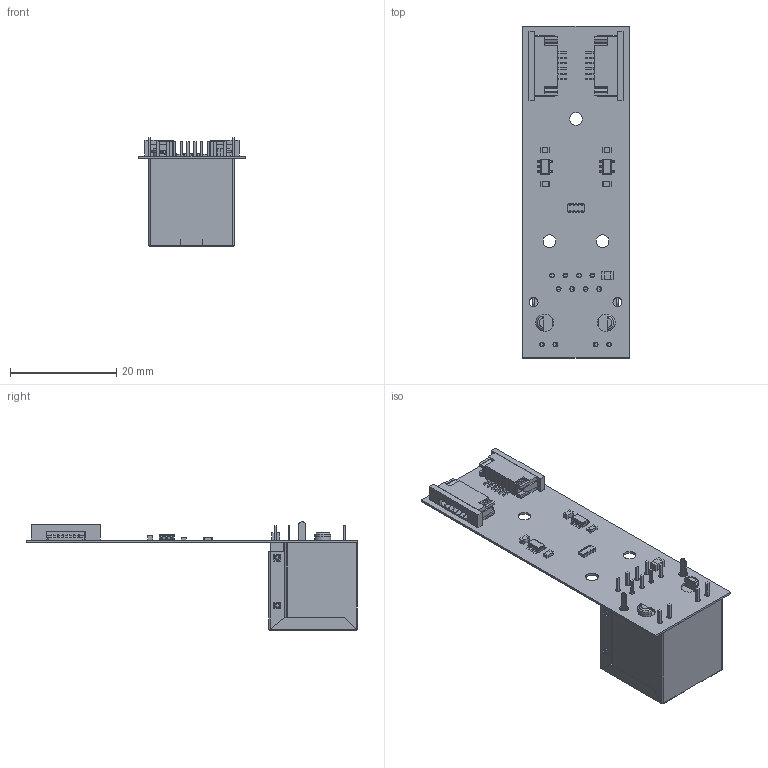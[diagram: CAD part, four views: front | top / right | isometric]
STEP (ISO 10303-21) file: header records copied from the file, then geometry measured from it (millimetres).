
FILE_DESCRIPTION(('Open CASCADE Model'),'2;1');
FILE_NAME('Open CASCADE Shape Model','2019-10-10T09:41:38',('Author'),( 'Open CASCADE'),'Open CASCADE STEP processor 6.8','Open CASCADE 6.8' ,'Unknown');
FILE_SCHEMA(('AUTOMOTIVE_DESIGN { 1 0 10303 214 1 1 1 1 }'));
Length unit declared in the file: millimetre
Products named in the file (54): PCB; Board; Open CASCADE STEP translator 6.8 1.1.1; U2; DBV0005AaksMF05A; BODY_MF05A; LEAD_MF05F; U1; R3; 6305240768; Extruded; 6305240528; R2; R1; BOUR-CAY16-J4-8; J3; 68610614422; Gehäuse_06; Verschluss_06; Pin1; Pin_rechts; Pin_rechts_mir; J2; J1; 615008138321_(rev1); pin1; pin2; pin3; pin4; pin5; pin6; pin7; pin8; shielding; housing; housing1; LED_Jaune; LED_2; LED1; LED_jaune ...
Assembly tree (75 placements, depth 5):
  PCB
    Board
      Open CASCADE STEP translator 6.8 1.1.1
    U2
      DBV0005AaksMF05A
        BODY_MF05A
        LEAD_MF05F  x5
    U1
      DBV0005AaksMF05A
        BODY_MF05A
        LEAD_MF05F  x5
    R3
      6305240768
        Extruded
      6305240528  x2
        Extruded
    R2
      6305240768
        Extruded
      6305240528  x2
        Extruded
    R1
      BOUR-CAY16-J4-8
    J3
      68610614422
        Gehäuse_06
        Verschluss_06
        Pin1  x6
        Pin_rechts
        Pin_rechts_mir
    J2
      68610614422
        Gehäuse_06
        Verschluss_06
        Pin1  x6
        Pin_rechts
        Pin_rechts_mir
    J1
      615008138321_(rev1)
        pin1
        pin2
        pin3
        pin4
        pin5
        pin6
        pin7
        pin8
        shielding
        housing
        housing1
        LED_Jaune
          LED_2
          LED1
          LED_jaune
        LED_vert
          LED_2
          LED1
          LED_vert
    C3
      6321825696  x2
Bounding box: 20 x 62.5 x 20.5 mm (x, y, z)
Volume: 3613.1 mm3; surface area: 10800 mm2
Topology: 66 solids, 66 shells, 2027 faces, 5561 edges, 3632 vertices
Faces by surface type: plane 1482, cylinder 509, sphere 16, bspline 16, torus 2, cone 2
Full cylindrical faces by diameter (mm): 0.9 x12, 1.7 x2, 2.4 x3, 3.2 x2
Entity records: 45983 total; most frequent: CARTESIAN_POINT 9205, ORIENTED_EDGE 6462, DIRECTION 6049, EDGE_CURVE 3231, LINE 2771, VECTOR 2771, VERTEX_POINT 2098, AXIS2_PLACEMENT_3D 1639
